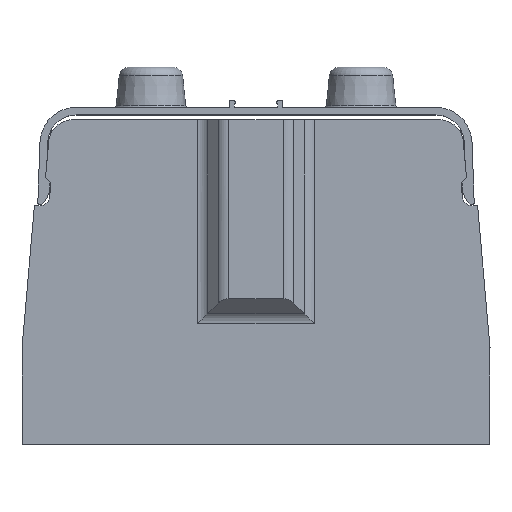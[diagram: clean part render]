
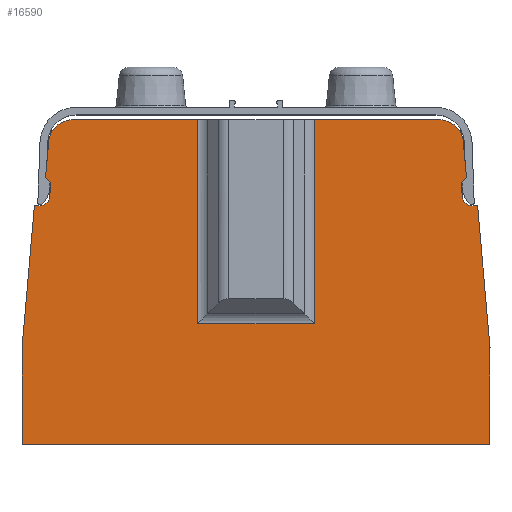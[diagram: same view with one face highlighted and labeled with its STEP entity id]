
A CAD part, top view. The second image highlights one B-rep face of the part: STEP entity #16590.
In plain terms, the highlighted planar face has unit normal (0, 0, 1).
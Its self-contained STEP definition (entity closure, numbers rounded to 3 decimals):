
#4129=DIRECTION('',(1.,0.,0.));
#4130=VECTOR('',#4129,26.176);
#4131=CARTESIAN_POINT('',(12.243,68.,67.5));
#4132=LINE('',#4131,#4130);
#4133=CARTESIAN_POINT('',(38.418,63.,67.5));
#4134=DIRECTION('',(0.,0.,-1.));
#4135=DIRECTION('',(0.,1.,0.));
#4136=AXIS2_PLACEMENT_3D('',#4133,#4134,#4135);
#4138=DIRECTION('',(0.087,-0.996,0.));
#4139=VECTOR('',#4138,7.464);
#4140=CARTESIAN_POINT('',(43.399,63.436,67.5));
#4141=LINE('',#4140,#4139);
#4142=DIRECTION('',(-0.707,-0.707,0.));
#4143=VECTOR('',#4142,1.566);
#4144=CARTESIAN_POINT('',(44.05,56.,67.5));
#4145=LINE('',#4144,#4143);
#4146=DIRECTION('',(0.087,-0.996,0.));
#4147=VECTOR('',#4146,3.078);
#4148=CARTESIAN_POINT('',(42.942,54.892,67.5));
#4149=LINE('',#4148,#4147);
#4150=CARTESIAN_POINT('',(45.203,52.,67.5));
#4151=DIRECTION('',(0.,0.,1.));
#4152=DIRECTION('',(-0.996,-0.087,0.));
#4153=AXIS2_PLACEMENT_3D('',#4150,#4151,#4152);
#4155=DIRECTION('',(1.,0.,0.));
#4156=VECTOR('',#4155,1.197);
#4157=CARTESIAN_POINT('',(45.203,50.,67.5));
#4158=LINE('',#4157,#4156);
#4159=DIRECTION('',(0.087,-0.996,0.));
#4160=VECTOR('',#4159,29.788);
#4161=CARTESIAN_POINT('',(46.4,50.,67.5));
#4162=LINE('',#4161,#4160);
#4163=CARTESIAN_POINT('',(48.,20.238,67.5));
#4164=DIRECTION('',(0.,0.,-1.));
#4165=DIRECTION('',(0.996,0.087,0.));
#4166=AXIS2_PLACEMENT_3D('',#4163,#4164,#4165);
#4168=DIRECTION('',(0.,-1.,0.));
#4169=VECTOR('',#4168,20.238);
#4170=CARTESIAN_POINT('',(49.,20.238,67.5));
#4171=LINE('',#4170,#4169);
#4172=DIRECTION('',(-1.,0.,0.));
#4173=VECTOR('',#4172,98.);
#4174=CARTESIAN_POINT('',(49.,0.,67.5));
#4175=LINE('',#4174,#4173);
#4176=DIRECTION('',(0.,1.,0.));
#4177=VECTOR('',#4176,20.238);
#4178=CARTESIAN_POINT('',(-49.,0.,67.5));
#4179=LINE('',#4178,#4177);
#4180=CARTESIAN_POINT('',(-48.,20.238,67.5));
#4181=DIRECTION('',(0.,0.,-1.));
#4182=DIRECTION('',(-1.,0.,0.));
#4183=AXIS2_PLACEMENT_3D('',#4180,#4181,#4182);
#4185=DIRECTION('',(0.087,0.996,0.));
#4186=VECTOR('',#4185,29.788);
#4187=CARTESIAN_POINT('',(-48.996,20.325,67.5));
#4188=LINE('',#4187,#4186);
#4189=DIRECTION('',(1.,0.,0.));
#4190=VECTOR('',#4189,1.197);
#4191=CARTESIAN_POINT('',(-46.4,50.,67.5));
#4192=LINE('',#4191,#4190);
#4193=CARTESIAN_POINT('',(-45.203,52.,67.5));
#4194=DIRECTION('',(0.,0.,1.));
#4195=DIRECTION('',(0.,-1.,0.));
#4196=AXIS2_PLACEMENT_3D('',#4193,#4194,#4195);
#4198=DIRECTION('',(0.087,0.996,0.));
#4199=VECTOR('',#4198,3.078);
#4200=CARTESIAN_POINT('',(-43.211,51.826,67.5));
#4201=LINE('',#4200,#4199);
#4202=DIRECTION('',(-0.707,0.707,0.));
#4203=VECTOR('',#4202,1.566);
#4204=CARTESIAN_POINT('',(-42.942,54.892,67.5));
#4205=LINE('',#4204,#4203);
#4206=DIRECTION('',(0.087,0.996,0.));
#4207=VECTOR('',#4206,7.464);
#4208=CARTESIAN_POINT('',(-44.05,56.,67.5));
#4209=LINE('',#4208,#4207);
#4210=CARTESIAN_POINT('',(-38.418,63.,67.5));
#4211=DIRECTION('',(0.,0.,-1.));
#4212=DIRECTION('',(-0.996,0.087,0.));
#4213=AXIS2_PLACEMENT_3D('',#4210,#4211,#4212);
#4215=DIRECTION('',(1.,0.,0.));
#4216=VECTOR('',#4215,26.176);
#4217=CARTESIAN_POINT('',(-38.418,68.,67.5));
#4218=LINE('',#4217,#4216);
#4219=DIRECTION('',(0.,1.,0.));
#4220=VECTOR('',#4219,42.743);
#4221=CARTESIAN_POINT('',(-12.243,25.257,67.5));
#4222=LINE('',#4221,#4220);
#4223=DIRECTION('',(-1.,0.,0.));
#4224=VECTOR('',#4223,24.485);
#4225=CARTESIAN_POINT('',(12.243,25.257,67.5));
#4226=LINE('',#4225,#4224);
#4227=CARTESIAN_POINT('',(-12.243,25.257,67.5));
#4241=DIRECTION('',(0.,-1.,0.));
#4242=VECTOR('',#4241,42.743);
#4243=CARTESIAN_POINT('',(12.243,68.,67.5));
#4244=LINE('',#4243,#4242);
#9698=CARTESIAN_POINT('',(12.243,68.,67.5));
#9700=VERTEX_POINT('',#9698);
#9712=CARTESIAN_POINT('',(-12.243,68.,67.5));
#9713=VERTEX_POINT('',#9712);
#9722=CARTESIAN_POINT('',(43.399,63.436,67.5));
#9723=VERTEX_POINT('',#9722);
#9724=CARTESIAN_POINT('',(38.418,68.,67.5));
#9725=VERTEX_POINT('',#9724);
#9726=CARTESIAN_POINT('',(42.942,54.892,67.5));
#9727=VERTEX_POINT('',#9726);
#9728=CARTESIAN_POINT('',(45.203,50.,67.5));
#9729=VERTEX_POINT('',#9728);
#9730=CARTESIAN_POINT('',(43.211,51.826,67.5));
#9731=VERTEX_POINT('',#9730);
#9732=CARTESIAN_POINT('',(46.4,50.,67.5));
#9733=VERTEX_POINT('',#9732);
#9734=CARTESIAN_POINT('',(49.,20.238,67.5));
#9735=VERTEX_POINT('',#9734);
#9736=CARTESIAN_POINT('',(48.996,20.325,67.5));
#9737=VERTEX_POINT('',#9736);
#9738=CARTESIAN_POINT('',(-48.996,20.325,67.5));
#9739=VERTEX_POINT('',#9738);
#9740=CARTESIAN_POINT('',(-49.,20.238,67.5));
#9741=VERTEX_POINT('',#9740);
#9742=CARTESIAN_POINT('',(-46.4,50.,67.5));
#9743=VERTEX_POINT('',#9742);
#9744=CARTESIAN_POINT('',(-43.211,51.826,67.5));
#9745=VERTEX_POINT('',#9744);
#9746=CARTESIAN_POINT('',(-45.203,50.,67.5));
#9747=VERTEX_POINT('',#9746);
#9748=CARTESIAN_POINT('',(-42.942,54.892,67.5));
#9749=VERTEX_POINT('',#9748);
#9750=CARTESIAN_POINT('',(-38.418,68.,67.5));
#9751=VERTEX_POINT('',#9750);
#9752=CARTESIAN_POINT('',(-43.399,63.436,67.5));
#9753=VERTEX_POINT('',#9752);
#9754=CARTESIAN_POINT('',(44.05,56.,67.5));
#9755=VERTEX_POINT('',#9754);
#9756=CARTESIAN_POINT('',(49.,0.,67.5));
#9757=VERTEX_POINT('',#9756);
#9758=CARTESIAN_POINT('',(-49.,0.,67.5));
#9759=VERTEX_POINT('',#9758);
#9760=CARTESIAN_POINT('',(-44.05,56.,67.5));
#9761=VERTEX_POINT('',#9760);
#9762=VERTEX_POINT('',#4227);
#9764=CARTESIAN_POINT('',(12.243,25.257,67.5));
#9765=VERTEX_POINT('',#9764);
#16550=CARTESIAN_POINT('',(0.,34.,67.5));
#16551=DIRECTION('',(0.,0.,1.));
#16552=DIRECTION('',(1.,0.,0.));
#16553=AXIS2_PLACEMENT_3D('',#16550,#16551,#16552);
#16554=PLANE('',#16553);
#16556=ORIENTED_EDGE('',*,*,#16555,.F.);
#16558=ORIENTED_EDGE('',*,*,#16557,.F.);
#16560=ORIENTED_EDGE('',*,*,#16559,.F.);
#16561=ORIENTED_EDGE('',*,*,#15108,.T.);
#16563=ORIENTED_EDGE('',*,*,#16562,.T.);
#16564=ORIENTED_EDGE('',*,*,#16052,.T.);
#16565=ORIENTED_EDGE('',*,*,#16072,.T.);
#16567=ORIENTED_EDGE('',*,*,#16566,.T.);
#16569=ORIENTED_EDGE('',*,*,#16568,.T.);
#16571=ORIENTED_EDGE('',*,*,#16570,.T.);
#16573=ORIENTED_EDGE('',*,*,#16572,.T.);
#16575=ORIENTED_EDGE('',*,*,#16574,.T.);
#16576=ORIENTED_EDGE('',*,*,#15736,.T.);
#16577=ORIENTED_EDGE('',*,*,#15756,.T.);
#16578=ORIENTED_EDGE('',*,*,#15869,.T.);
#16579=ORIENTED_EDGE('',*,*,#15888,.T.);
#16580=ORIENTED_EDGE('',*,*,#15902,.T.);
#16581=ORIENTED_EDGE('',*,*,#15916,.T.);
#16582=ORIENTED_EDGE('',*,*,#15930,.T.);
#16583=ORIENTED_EDGE('',*,*,#15944,.T.);
#16584=ORIENTED_EDGE('',*,*,#15959,.T.);
#16585=ORIENTED_EDGE('',*,*,#16530,.T.);
#16586=ORIENTED_EDGE('',*,*,#16544,.T.);
#16587=ORIENTED_EDGE('',*,*,#15124,.T.);
#16588=EDGE_LOOP('',(#16556,#16558,#16560,#16561,#16563,#16564,#16565,#16567,
#16569,#16571,#16573,#16575,#16576,#16577,#16578,#16579,#16580,#16581,#16582,
#16583,#16584,#16585,#16586,#16587));
#16589=FACE_OUTER_BOUND('',#16588,.F.);
#4137=CIRCLE('',#4136,5.);
#4154=CIRCLE('',#4153,2.);
#4167=CIRCLE('',#4166,1.);
#4184=CIRCLE('',#4183,1.);
#4197=CIRCLE('',#4196,2.);
#4214=CIRCLE('',#4213,5.);
#15108=EDGE_CURVE('',#9700,#9725,#4132,.T.);
#15124=EDGE_CURVE('',#9751,#9713,#4218,.T.);
#15736=EDGE_CURVE('',#9735,#9757,#4171,.T.);
#15756=EDGE_CURVE('',#9757,#9759,#4175,.T.);
#15869=EDGE_CURVE('',#9759,#9741,#4179,.T.);
#15888=EDGE_CURVE('',#9741,#9739,#4184,.T.);
#15902=EDGE_CURVE('',#9739,#9743,#4188,.T.);
#15916=EDGE_CURVE('',#9743,#9747,#4192,.T.);
#15930=EDGE_CURVE('',#9747,#9745,#4197,.T.);
#15944=EDGE_CURVE('',#9745,#9749,#4201,.T.);
#15959=EDGE_CURVE('',#9749,#9761,#4205,.T.);
#16052=EDGE_CURVE('',#9723,#9755,#4141,.T.);
#16072=EDGE_CURVE('',#9755,#9727,#4145,.T.);
#16530=EDGE_CURVE('',#9761,#9753,#4209,.T.);
#16544=EDGE_CURVE('',#9753,#9751,#4214,.T.);
#16555=EDGE_CURVE('',#9762,#9713,#4222,.T.);
#16557=EDGE_CURVE('',#9765,#9762,#4226,.T.);
#16559=EDGE_CURVE('',#9700,#9765,#4244,.T.);
#16562=EDGE_CURVE('',#9725,#9723,#4137,.T.);
#16566=EDGE_CURVE('',#9727,#9731,#4149,.T.);
#16568=EDGE_CURVE('',#9731,#9729,#4154,.T.);
#16570=EDGE_CURVE('',#9729,#9733,#4158,.T.);
#16572=EDGE_CURVE('',#9733,#9737,#4162,.T.);
#16574=EDGE_CURVE('',#9737,#9735,#4167,.T.);
#16590=ADVANCED_FACE('',(#16589),#16554,.T.);
